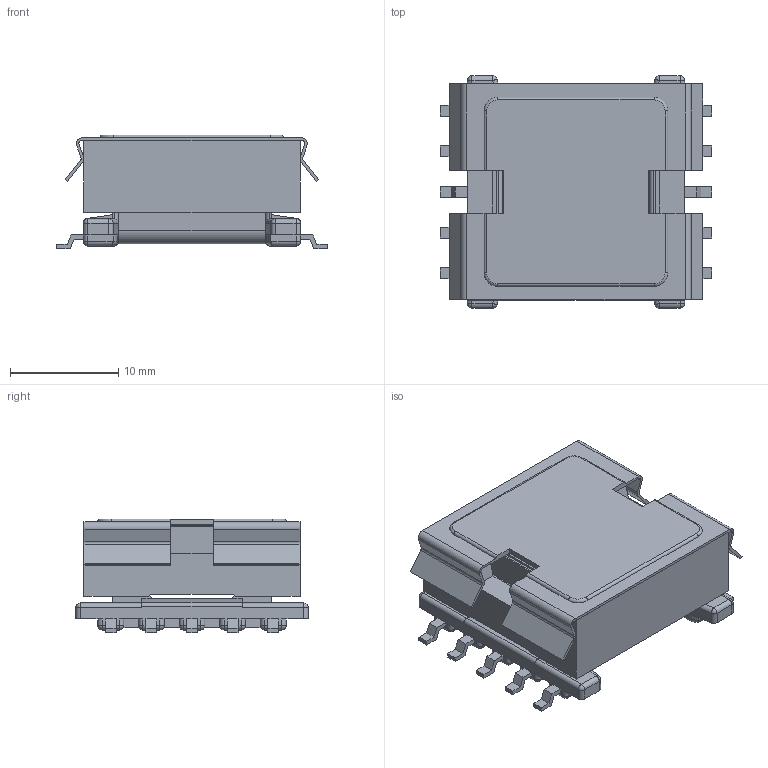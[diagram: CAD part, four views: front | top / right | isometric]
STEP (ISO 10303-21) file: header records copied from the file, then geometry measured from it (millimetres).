
FILE_DESCRIPTION(/* description */ ('Unknown'),/* implementation_level */ '2;1');
FILE_NAME(/* name */ 'T_Wurth_WE-PoE-EFD20_750344488',/* time_stamp */ '2025-10-22T10:27:29+08:00',/* author */ ('Unknown'),/* organization */ ('Unknown'),/* preprocessor_version */ 'ST-DEVELOPER v19.4',/* originating_system */ 'Solid Edge',/* authorisation */ 'Unknown');
FILE_SCHEMA (('AUTOMOTIVE_DESIGN {1 0 10303 214 3 1 1}'));
Length unit declared in the file: millimetre
Products named in the file (2): T_Wurth_WE-PoE-EFD20_750344488
Assembly tree (1 placements, depth 2):
  T_Wurth_WE-PoE-EFD20_750344488
    T_Wurth_WE-PoE-EFD20_750344488
Bounding box: 25.08 x 21.48 x 10.53 mm (x, y, z)
Volume: 3408.3 mm3; surface area: 4167.4 mm2
Topology: 1 solids, 3 shells, 462 faces, 1270 edges, 784 vertices
Faces by surface type: plane 277, cylinder 132, sphere 28, torus 25
Entity records: 17604 total; most frequent: CARTESIAN_POINT 2622, ORIENTED_EDGE 2484, DIRECTION 2415, EDGE_CURVE 1242, LINE 913, VECTOR 913, VERTEX_POINT 784, AXIS2_PLACEMENT_3D 751
